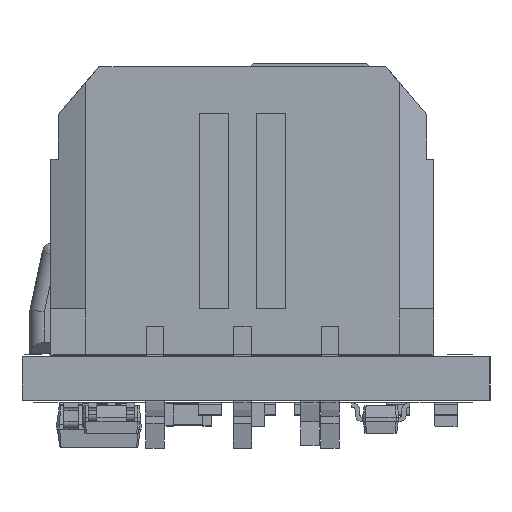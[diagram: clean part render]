
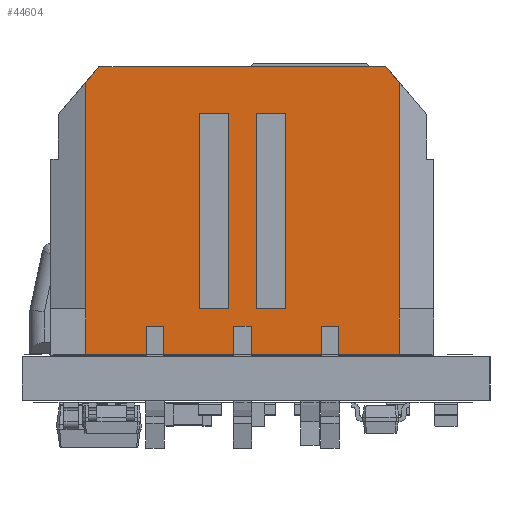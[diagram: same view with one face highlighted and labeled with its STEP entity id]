
A CAD part, left-side view. The second image highlights one B-rep face of the part: STEP entity #44604.
In plain terms, the highlighted face is planar.
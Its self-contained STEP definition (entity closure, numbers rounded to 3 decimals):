
#2366=FACE_BOUND('',#6078,.T.);
#2367=FACE_BOUND('',#6079,.T.);
#4192=FACE_OUTER_BOUND('',#6077,.T.);
#6077=EDGE_LOOP('',(#33286,#33287,#33288,#33289,#33290,#33291,#33292,#33293,
#33294,#33295,#33296,#33297,#33298,#33299,#33300,#33301,#33302,#33303,#33304,
#33305,#33306,#33307));
#6078=EDGE_LOOP('',(#33308,#33309,#33310,#33311));
#6079=EDGE_LOOP('',(#33312,#33313,#33314,#33315));
#8411=LINE('',#66420,#13926);
#8514=LINE('',#66637,#14029);
#8531=LINE('',#66672,#14046);
#8540=LINE('',#66689,#14055);
#8557=LINE('',#66722,#14072);
#8657=LINE('',#66918,#14172);
#8659=LINE('',#66922,#14174);
#8660=LINE('',#66925,#14175);
#8666=LINE('',#66936,#14181);
#8667=LINE('',#66939,#14182);
#8668=LINE('',#66940,#14183);
#8669=LINE('',#66942,#14184);
#8670=LINE('',#66944,#14185);
#8671=LINE('',#66945,#14186);
#8672=LINE('',#66947,#14187);
#8673=LINE('',#66949,#14188);
#8674=LINE('',#66950,#14189);
#8675=LINE('',#66952,#14190);
#8676=LINE('',#66954,#14191);
#8677=LINE('',#66956,#14192);
#8678=LINE('',#66958,#14193);
#8679=LINE('',#66959,#14194);
#8680=LINE('',#66962,#14195);
#8681=LINE('',#66964,#14196);
#8682=LINE('',#66966,#14197);
#8683=LINE('',#66967,#14198);
#8684=LINE('',#66970,#14199);
#8685=LINE('',#66972,#14200);
#8686=LINE('',#66974,#14201);
#8687=LINE('',#66975,#14202);
#13926=VECTOR('',#51183,1.);
#14029=VECTOR('',#51344,1.);
#14046=VECTOR('',#51371,1.);
#14055=VECTOR('',#51386,1.);
#14072=VECTOR('',#51409,1.);
#14172=VECTOR('',#51533,1.);
#14174=VECTOR('',#51537,1.);
#14175=VECTOR('',#51540,1.);
#14181=VECTOR('',#51548,1.);
#14182=VECTOR('',#51551,1.);
#14183=VECTOR('',#51552,1.);
#14184=VECTOR('',#51553,1.);
#14185=VECTOR('',#51554,1.);
#14186=VECTOR('',#51555,1.);
#14187=VECTOR('',#51556,1.);
#14188=VECTOR('',#51557,1.);
#14189=VECTOR('',#51558,1.);
#14190=VECTOR('',#51559,1.);
#14191=VECTOR('',#51560,1.);
#14192=VECTOR('',#51561,1.);
#14193=VECTOR('',#51562,1.);
#14194=VECTOR('',#51563,1.);
#14195=VECTOR('',#51564,1.);
#14196=VECTOR('',#51565,1.);
#14197=VECTOR('',#51566,1.);
#14198=VECTOR('',#51567,1.);
#14199=VECTOR('',#51568,1.);
#14200=VECTOR('',#51569,1.);
#14201=VECTOR('',#51570,1.);
#14202=VECTOR('',#51571,1.);
#19395=VERTEX_POINT('',#66417);
#19396=VERTEX_POINT('',#66419);
#19480=VERTEX_POINT('',#66634);
#19481=VERTEX_POINT('',#66636);
#19494=VERTEX_POINT('',#66671);
#19499=VERTEX_POINT('',#66688);
#19511=VERTEX_POINT('',#66719);
#19512=VERTEX_POINT('',#66721);
#19596=VERTEX_POINT('',#66916);
#19597=VERTEX_POINT('',#66920);
#19598=VERTEX_POINT('',#66924);
#19601=VERTEX_POINT('',#66932);
#19602=VERTEX_POINT('',#66934);
#19603=VERTEX_POINT('',#66938);
#19604=VERTEX_POINT('',#66941);
#19605=VERTEX_POINT('',#66943);
#19606=VERTEX_POINT('',#66946);
#19607=VERTEX_POINT('',#66948);
#19608=VERTEX_POINT('',#66951);
#19609=VERTEX_POINT('',#66953);
#19610=VERTEX_POINT('',#66955);
#19611=VERTEX_POINT('',#66957);
#19612=VERTEX_POINT('',#66960);
#19613=VERTEX_POINT('',#66961);
#19614=VERTEX_POINT('',#66963);
#19615=VERTEX_POINT('',#66965);
#19616=VERTEX_POINT('',#66968);
#19617=VERTEX_POINT('',#66969);
#19618=VERTEX_POINT('',#66971);
#19619=VERTEX_POINT('',#66973);
#25075=EDGE_CURVE('',#19396,#19395,#8411,.T.);
#25182=EDGE_CURVE('',#19480,#19481,#8514,.T.);
#25199=EDGE_CURVE('',#19494,#19481,#8531,.T.);
#25208=EDGE_CURVE('',#19499,#19494,#8540,.T.);
#25225=EDGE_CURVE('',#19512,#19511,#8557,.T.);
#25325=EDGE_CURVE('',#19596,#19480,#8657,.T.);
#25327=EDGE_CURVE('',#19499,#19597,#8659,.T.);
#25328=EDGE_CURVE('',#19512,#19598,#8660,.T.);
#25334=EDGE_CURVE('',#19602,#19601,#8666,.T.);
#25335=EDGE_CURVE('',#19511,#19603,#8667,.T.);
#25336=EDGE_CURVE('',#19601,#19603,#8668,.T.);
#25337=EDGE_CURVE('',#19602,#19604,#8669,.T.);
#25338=EDGE_CURVE('',#19604,#19605,#8670,.T.);
#25339=EDGE_CURVE('',#19597,#19605,#8671,.T.);
#25340=EDGE_CURVE('',#19606,#19596,#8672,.T.);
#25341=EDGE_CURVE('',#19606,#19607,#8673,.T.);
#25342=EDGE_CURVE('',#19396,#19607,#8674,.T.);
#25343=EDGE_CURVE('',#19608,#19395,#8675,.T.);
#25344=EDGE_CURVE('',#19608,#19609,#8676,.T.);
#25345=EDGE_CURVE('',#19609,#19610,#8677,.T.);
#25346=EDGE_CURVE('',#19610,#19611,#8678,.T.);
#25347=EDGE_CURVE('',#19611,#19598,#8679,.T.);
#25348=EDGE_CURVE('',#19612,#19613,#8680,.T.);
#25349=EDGE_CURVE('',#19614,#19613,#8681,.T.);
#25350=EDGE_CURVE('',#19615,#19614,#8682,.T.);
#25351=EDGE_CURVE('',#19615,#19612,#8683,.T.);
#25352=EDGE_CURVE('',#19616,#19617,#8684,.T.);
#25353=EDGE_CURVE('',#19618,#19617,#8685,.T.);
#25354=EDGE_CURVE('',#19619,#19618,#8686,.T.);
#25355=EDGE_CURVE('',#19619,#19616,#8687,.T.);
#33286=ORIENTED_EDGE('',*,*,#25225,.T.);
#33287=ORIENTED_EDGE('',*,*,#25335,.T.);
#33288=ORIENTED_EDGE('',*,*,#25336,.F.);
#33289=ORIENTED_EDGE('',*,*,#25334,.F.);
#33290=ORIENTED_EDGE('',*,*,#25337,.T.);
#33291=ORIENTED_EDGE('',*,*,#25338,.T.);
#33292=ORIENTED_EDGE('',*,*,#25339,.F.);
#33293=ORIENTED_EDGE('',*,*,#25327,.F.);
#33294=ORIENTED_EDGE('',*,*,#25208,.T.);
#33295=ORIENTED_EDGE('',*,*,#25199,.T.);
#33296=ORIENTED_EDGE('',*,*,#25182,.F.);
#33297=ORIENTED_EDGE('',*,*,#25325,.F.);
#33298=ORIENTED_EDGE('',*,*,#25340,.F.);
#33299=ORIENTED_EDGE('',*,*,#25341,.T.);
#33300=ORIENTED_EDGE('',*,*,#25342,.F.);
#33301=ORIENTED_EDGE('',*,*,#25075,.T.);
#33302=ORIENTED_EDGE('',*,*,#25343,.F.);
#33303=ORIENTED_EDGE('',*,*,#25344,.T.);
#33304=ORIENTED_EDGE('',*,*,#25345,.T.);
#33305=ORIENTED_EDGE('',*,*,#25346,.T.);
#33306=ORIENTED_EDGE('',*,*,#25347,.T.);
#33307=ORIENTED_EDGE('',*,*,#25328,.F.);
#33308=ORIENTED_EDGE('',*,*,#25348,.T.);
#33309=ORIENTED_EDGE('',*,*,#25349,.F.);
#33310=ORIENTED_EDGE('',*,*,#25350,.F.);
#33311=ORIENTED_EDGE('',*,*,#25351,.T.);
#33312=ORIENTED_EDGE('',*,*,#25352,.T.);
#33313=ORIENTED_EDGE('',*,*,#25353,.F.);
#33314=ORIENTED_EDGE('',*,*,#25354,.F.);
#33315=ORIENTED_EDGE('',*,*,#25355,.T.);
#43059=PLANE('',#46821);
#44604=ADVANCED_FACE('',(#4192,#2366,#2367),#43059,.T.);
#46821=AXIS2_PLACEMENT_3D('',#66937,#51549,#51550);
#51183=DIRECTION('',(-0.647,0.,0.763));
#51344=DIRECTION('',(0.,0.,1.));
#51371=DIRECTION('',(1.,0.,0.));
#51386=DIRECTION('',(0.,0.,1.));
#51409=DIRECTION('',(0.,0.,1.));
#51533=DIRECTION('',(-1.,0.,0.));
#51537=DIRECTION('',(-1.,0.,0.));
#51540=DIRECTION('',(-1.,0.,0.));
#51548=DIRECTION('',(-1.,0.,0.));
#51549=DIRECTION('center_axis',(0.,-1.,0.));
#51550=DIRECTION('ref_axis',(0.,0.,-1.));
#51551=DIRECTION('',(1.,0.,0.));
#51552=DIRECTION('',(0.,0.,1.));
#51553=DIRECTION('',(0.,0.,1.));
#51554=DIRECTION('',(1.,0.,0.));
#51555=DIRECTION('',(0.,0.,1.));
#51556=DIRECTION('',(0.,0.,-1.));
#51557=DIRECTION('',(1.,0.,0.));
#51558=DIRECTION('',(0.,0.,-1.));
#51559=DIRECTION('',(1.,0.,0.));
#51560=DIRECTION('',(-0.647,0.,-0.763));
#51561=DIRECTION('',(0.,0.,-1.));
#51562=DIRECTION('',(1.,0.,0.));
#51563=DIRECTION('',(0.,0.,-1.));
#51564=DIRECTION('',(1.,0.,0.));
#51565=DIRECTION('',(0.,0.,1.));
#51566=DIRECTION('',(1.,0.,0.));
#51567=DIRECTION('',(0.,0.,1.));
#51568=DIRECTION('',(1.,0.,0.));
#51569=DIRECTION('',(0.,0.,1.));
#51570=DIRECTION('',(1.,0.,0.));
#51571=DIRECTION('',(0.,0.,1.));
#66417=CARTESIAN_POINT('',(4.925,-3.43,4.955));
#66419=CARTESIAN_POINT('',(5.384,-3.43,4.413));
#66420=CARTESIAN_POINT('',(5.384,-3.43,4.413));
#66634=CARTESIAN_POINT('',(3.299,-3.43,-4.955));
#66636=CARTESIAN_POINT('',(3.299,-3.43,-3.955));
#66637=CARTESIAN_POINT('',(3.299,-3.43,-4.955));
#66671=CARTESIAN_POINT('',(2.702,-3.43,-3.955));
#66672=CARTESIAN_POINT('',(2.702,-3.43,-3.955));
#66688=CARTESIAN_POINT('',(2.702,-3.43,-4.955));
#66689=CARTESIAN_POINT('',(2.702,-3.43,-4.955));
#66719=CARTESIAN_POINT('',(-3.299,-3.43,-3.955));
#66721=CARTESIAN_POINT('',(-3.299,-3.43,-4.955));
#66722=CARTESIAN_POINT('',(-3.299,-3.43,-4.955));
#66916=CARTESIAN_POINT('',(5.375,-3.43,-4.955));
#66918=CARTESIAN_POINT('',(5.375,-3.43,-4.955));
#66920=CARTESIAN_POINT('',(0.299,-3.43,-4.955));
#66922=CARTESIAN_POINT('',(2.702,-3.43,-4.955));
#66924=CARTESIAN_POINT('',(-5.375,-3.43,-4.955));
#66925=CARTESIAN_POINT('',(-3.299,-3.43,-4.955));
#66932=CARTESIAN_POINT('',(-2.702,-3.43,-4.955));
#66934=CARTESIAN_POINT('',(-0.299,-3.43,-4.955));
#66936=CARTESIAN_POINT('',(-0.299,-3.43,-4.955));
#66937=CARTESIAN_POINT('Origin',(-6.325,-3.43,4.955));
#66938=CARTESIAN_POINT('',(-2.702,-3.43,-3.955));
#66939=CARTESIAN_POINT('',(-3.299,-3.43,-3.955));
#66940=CARTESIAN_POINT('',(-2.702,-3.43,-4.955));
#66941=CARTESIAN_POINT('',(-0.299,-3.43,-3.955));
#66942=CARTESIAN_POINT('',(-0.299,-3.43,-4.955));
#66943=CARTESIAN_POINT('',(0.299,-3.43,-3.955));
#66944=CARTESIAN_POINT('',(-0.299,-3.43,-3.955));
#66945=CARTESIAN_POINT('',(0.299,-3.43,-4.955));
#66946=CARTESIAN_POINT('',(5.375,-3.43,-3.355));
#66947=CARTESIAN_POINT('',(5.375,-3.43,-3.355));
#66948=CARTESIAN_POINT('',(5.384,-3.43,-3.355));
#66949=CARTESIAN_POINT('',(5.375,-3.43,-3.355));
#66950=CARTESIAN_POINT('',(5.384,-3.43,4.413));
#66951=CARTESIAN_POINT('',(-4.925,-3.43,4.955));
#66952=CARTESIAN_POINT('',(-4.925,-3.43,4.955));
#66953=CARTESIAN_POINT('',(-5.384,-3.43,4.413));
#66954=CARTESIAN_POINT('',(-4.925,-3.43,4.955));
#66955=CARTESIAN_POINT('',(-5.384,-3.43,-3.355));
#66956=CARTESIAN_POINT('',(-5.384,-3.43,4.413));
#66957=CARTESIAN_POINT('',(-5.375,-3.43,-3.355));
#66958=CARTESIAN_POINT('',(-5.384,-3.43,-3.355));
#66959=CARTESIAN_POINT('',(-5.375,-3.43,-3.355));
#66960=CARTESIAN_POINT('',(0.475,-3.43,3.355));
#66961=CARTESIAN_POINT('',(1.475,-3.43,3.355));
#66962=CARTESIAN_POINT('',(0.475,-3.43,3.355));
#66963=CARTESIAN_POINT('',(1.475,-3.43,-3.355));
#66964=CARTESIAN_POINT('',(1.475,-3.43,-3.355));
#66965=CARTESIAN_POINT('',(0.475,-3.43,-3.355));
#66966=CARTESIAN_POINT('',(0.475,-3.43,-3.355));
#66967=CARTESIAN_POINT('',(0.475,-3.43,-3.355));
#66968=CARTESIAN_POINT('',(-1.475,-3.43,3.355));
#66969=CARTESIAN_POINT('',(-0.475,-3.43,3.355));
#66970=CARTESIAN_POINT('',(-1.475,-3.43,3.355));
#66971=CARTESIAN_POINT('',(-0.475,-3.43,-3.355));
#66972=CARTESIAN_POINT('',(-0.475,-3.43,-3.355));
#66973=CARTESIAN_POINT('',(-1.475,-3.43,-3.355));
#66974=CARTESIAN_POINT('',(-1.475,-3.43,-3.355));
#66975=CARTESIAN_POINT('',(-1.475,-3.43,-3.355));
